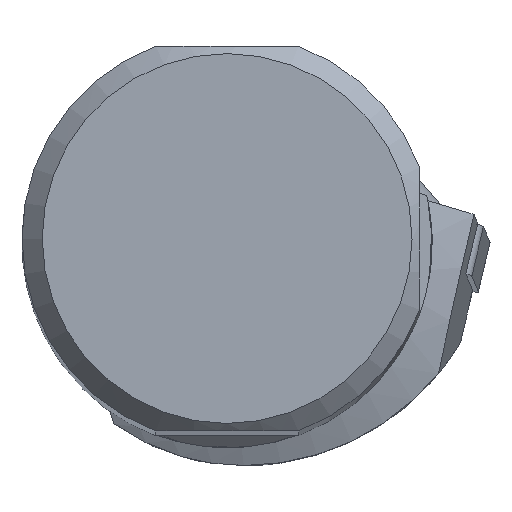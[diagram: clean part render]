
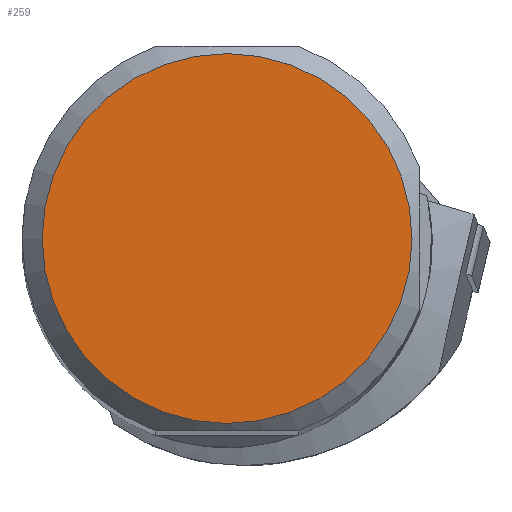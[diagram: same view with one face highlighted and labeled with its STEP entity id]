
A CAD part, top view. The second image highlights one B-rep face of the part: STEP entity #259.
In plain terms, the highlighted planar face has unit normal (0, 0, 1).
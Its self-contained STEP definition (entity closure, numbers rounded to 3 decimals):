
#189=FACE_OUTER_BOUND('',#608,.T.);
#259=ADVANCED_FACE('CU_SU_BP3',(#189),#313,.T.);
#313=PLANE('',#1562);
#608=EDGE_LOOP('',(#822));
#822=ORIENTED_EDGE('',*,*,#1290,.F.);
#1129=VERTEX_POINT('',#2380);
#1290=EDGE_CURVE('',#1129,#1129,#1396,.T.);
#1396=CIRCLE('',#1560,22.888);
#1560=AXIS2_PLACEMENT_3D('',#2379,#1848,#1849);
#1562=AXIS2_PLACEMENT_3D('',#2382,#1852,#1853);
#1848=DIRECTION('',(0.,0.,-1.));
#1849=DIRECTION('',(-1.,0.,0.));
#1852=DIRECTION('',(0.,0.,1.));
#1853=DIRECTION('',(-1.,0.,0.));
#2379=CARTESIAN_POINT('',(0.,0.,0.));
#2380=CARTESIAN_POINT('',(-22.888,0.,0.));
#2382=CARTESIAN_POINT('',(0.,0.,
0.));
